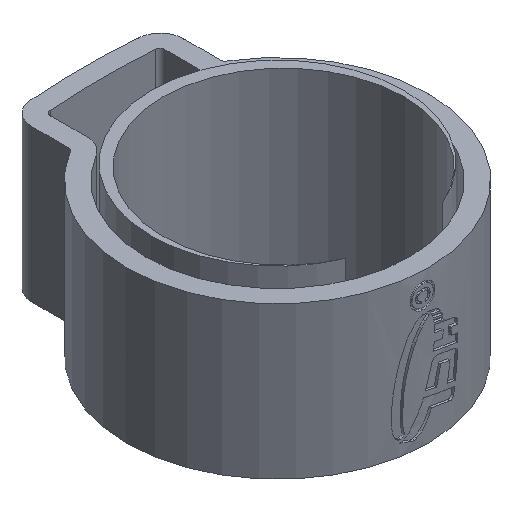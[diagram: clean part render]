
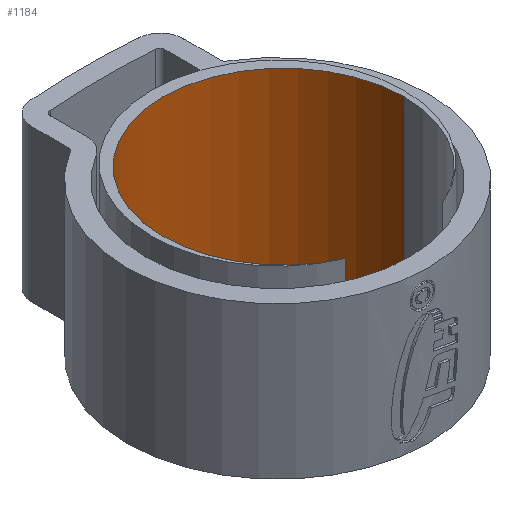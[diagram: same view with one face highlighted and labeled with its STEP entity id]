
A CAD part, isometric view. The second image highlights one B-rep face of the part: STEP entity #1184.
In plain terms, the highlighted cylindrical face has radius 5.16 mm (diameter 10.321 mm), a partial arc.
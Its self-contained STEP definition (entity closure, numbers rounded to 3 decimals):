
#366 = DIRECTION ( 'NONE',  ( 1., 0., 0. ) ) ;
#373 = CYLINDRICAL_SURFACE ( 'NONE', #3003, 5.16 ) ;
#490 = CARTESIAN_POINT ( 'NONE',  ( 0., -0.26, 3.9 ) ) ;
#503 = DIRECTION ( 'NONE',  ( 0., 0., -1. ) ) ;
#571 = ORIENTED_EDGE ( 'NONE', *, *, #4002, .F. ) ;
#729 = VECTOR ( 'NONE', #503, 1000. ) ;
#1184 = ADVANCED_FACE ( 'NONE', ( #3231 ), #373, .F. ) ;
#1250 = CARTESIAN_POINT ( 'NONE',  ( -5.16, -0.26, 3.9 ) ) ;
#1622 = DIRECTION ( 'NONE',  ( 0., 0., -1. ) ) ;
#1772 = AXIS2_PLACEMENT_3D ( 'NONE', #4509, #3280, #366 ) ;
#1859 = CIRCLE ( 'NONE', #1772, 5.16 ) ;
#2071 = CARTESIAN_POINT ( 'NONE',  ( 5.16, -0.26, -3.9 ) ) ;
#2253 = ORIENTED_EDGE ( 'NONE', *, *, #2749, .F. ) ;
#2310 = ORIENTED_EDGE ( 'NONE', *, *, #2835, .T. ) ;
#2710 = VERTEX_POINT ( 'NONE', #2071 ) ;
#2749 = EDGE_CURVE ( 'NONE', #3060, #2710, #3036, .T. ) ;
#2772 = EDGE_CURVE ( 'NONE', #5177, #4160, #4725, .T. ) ;
#2835 = EDGE_CURVE ( 'NONE', #4160, #2710, #1859, .T. ) ;
#3003 = AXIS2_PLACEMENT_3D ( 'NONE', #3707, #1622, #3286 ) ;
#3036 = LINE ( 'NONE', #3471, #729 ) ;
#3060 = VERTEX_POINT ( 'NONE', #4372 ) ;
#3231 = FACE_OUTER_BOUND ( 'NONE', #4893, .T. ) ;
#3280 = DIRECTION ( 'NONE',  ( 0., 0., -1. ) ) ;
#3286 = DIRECTION ( 'NONE',  ( -1., 0., 0. ) ) ;
#3471 = CARTESIAN_POINT ( 'NONE',  ( 5.16, -0.26, 3.9 ) ) ;
#3512 = DIRECTION ( 'NONE',  ( 1., 0., 0. ) ) ;
#3707 = CARTESIAN_POINT ( 'NONE',  ( 0., -0.26, 3.9 ) ) ;
#3797 = ORIENTED_EDGE ( 'NONE', *, *, #2772, .T. ) ;
#3896 = CARTESIAN_POINT ( 'NONE',  ( -5.16, -0.26, 3.9 ) ) ;
#3923 = DIRECTION ( 'NONE',  ( 0., 0., -1. ) ) ;
#4002 = EDGE_CURVE ( 'NONE', #5177, #3060, #5062, .T. ) ;
#4160 = VERTEX_POINT ( 'NONE', #4535 ) ;
#4245 = VECTOR ( 'NONE', #3923, 1000. ) ;
#4372 = CARTESIAN_POINT ( 'NONE',  ( 5.16, -0.26, 3.9 ) ) ;
#4509 = CARTESIAN_POINT ( 'NONE',  ( 0., -0.26, -3.9 ) ) ;
#4535 = CARTESIAN_POINT ( 'NONE',  ( -5.16, -0.26, -3.9 ) ) ;
#4725 = LINE ( 'NONE', #3896, #4245 ) ;
#4893 = EDGE_LOOP ( 'NONE', ( #2253, #571, #3797, #2310 ) ) ;
#5062 = CIRCLE ( 'NONE', #5230, 5.16 ) ;
#5114 = DIRECTION ( 'NONE',  ( 0., 0., -1. ) ) ;
#5177 = VERTEX_POINT ( 'NONE', #1250 ) ;
#5230 = AXIS2_PLACEMENT_3D ( 'NONE', #490, #5114, #3512 ) ;
